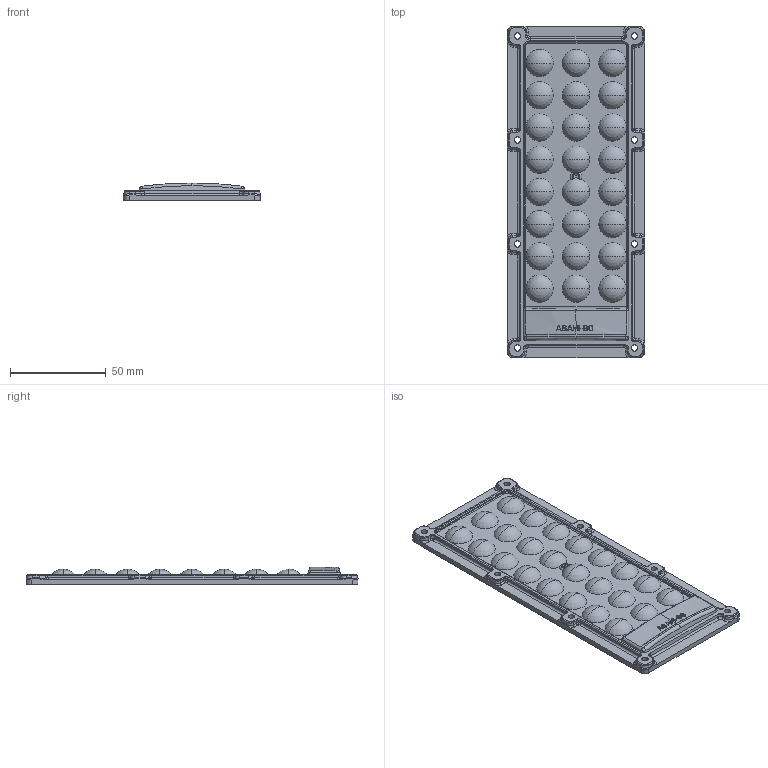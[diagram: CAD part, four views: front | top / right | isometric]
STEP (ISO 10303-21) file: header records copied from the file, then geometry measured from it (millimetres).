
FILE_DESCRIPTION((''),'2;1');
FILE_NAME('909090_2_1_1_1_1','2022-01-20T14:29:29',('Administrator'),(''),'CREO PARAMETRIC BY PTC INC, 2019352','CREO PARAMETRIC BY PTC INC, 2019352','');
FILE_SCHEMA(('CONFIG_CONTROL_DESIGN'));
Length unit declared in the file: millimetre
Products named in the file (1): 909090_2_1_1_1_1
Bounding box: 71.53 x 173.03 x 9.35 mm (x, y, z)
Volume: 40496 mm3; surface area: 33135.5 mm2
Topology: 1 solids, 2 shells, 801 faces, 2377 edges, 1533 vertices
Faces by surface type: plane 324, cylinder 146, bspline 119, revolution 96, cone 72, torus 38, sphere 6
Entity records: 32604 total; most frequent: CARTESIAN_POINT 12898, ORIENTED_EDGE 4474, DIRECTION 3498, EDGE_CURVE 2275, VERTEX_POINT 1533, AXIS2_PLACEMENT_3D 1224, VECTOR 954, LINE 954
